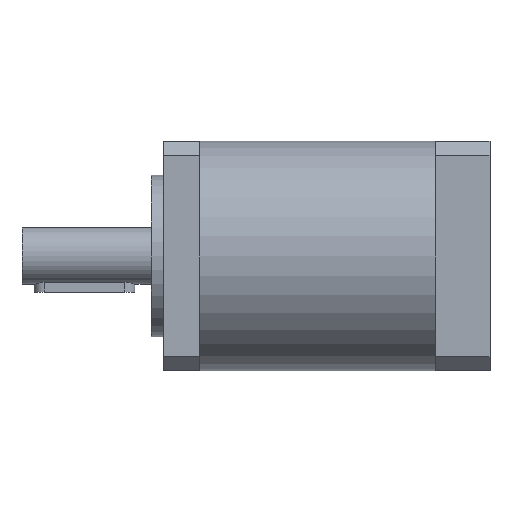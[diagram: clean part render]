
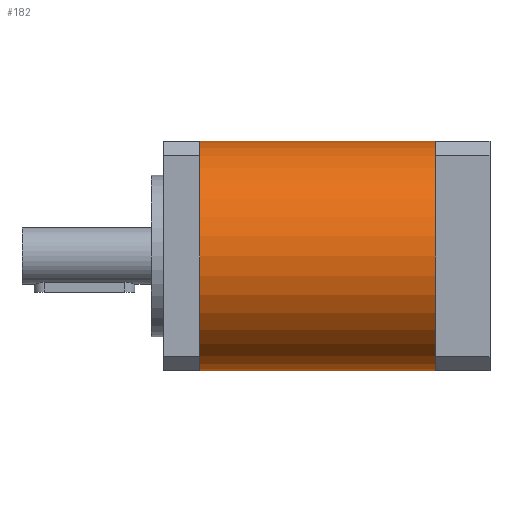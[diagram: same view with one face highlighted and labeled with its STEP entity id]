
A CAD part, left-side view. The second image highlights one B-rep face of the part: STEP entity #182.
In plain terms, the highlighted cylindrical face has radius 28.5 mm (diameter 57 mm), a partial arc.
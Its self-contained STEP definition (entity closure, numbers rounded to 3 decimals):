
#1 = DIRECTION ( 'NONE',  ( 0., 0., -1. ) ) ;
#48 = DIRECTION ( 'NONE',  ( 0., -1., 0. ) ) ;
#98 = DIRECTION ( 'NONE',  ( 0., 1., 0. ) ) ;
#150 = CARTESIAN_POINT ( 'NONE',  ( -83.541, 0., 8.717 ) ) ;
#182 = ADVANCED_FACE ( 'NONE', ( #4629 ), #481, .T. ) ;
#244 = LINE ( 'NONE', #3078, #1118 ) ;
#396 = CARTESIAN_POINT ( 'NONE',  ( -112.041, -58.5, 8.717 ) ) ;
#466 = VERTEX_POINT ( 'NONE', #3467 ) ;
#481 = CYLINDRICAL_SURFACE ( 'NONE', #2695, 28.5 ) ;
#483 = ORIENTED_EDGE ( 'NONE', *, *, #829, .F. ) ;
#497 = AXIS2_PLACEMENT_3D ( 'NONE', #1512, #1700, #3378 ) ;
#624 = CARTESIAN_POINT ( 'NONE',  ( -83.541, -58.5, 8.717 ) ) ;
#726 = ORIENTED_EDGE ( 'NONE', *, *, #4487, .F. ) ;
#829 = EDGE_CURVE ( 'NONE', #3551, #466, #244, .T. ) ;
#928 = EDGE_CURVE ( 'NONE', #1800, #3796, #2717, .T. ) ;
#1006 = DIRECTION ( 'NONE',  ( 0., 0., -1. ) ) ;
#1118 = VECTOR ( 'NONE', #3007, 1000. ) ;
#1319 = AXIS2_PLACEMENT_3D ( 'NONE', #150, #48, #1 ) ;
#1462 = ORIENTED_EDGE ( 'NONE', *, *, #928, .T. ) ;
#1512 = CARTESIAN_POINT ( 'NONE',  ( -83.541, -58.5, 8.717 ) ) ;
#1700 = DIRECTION ( 'NONE',  ( 0., -1., 0. ) ) ;
#1800 = VERTEX_POINT ( 'NONE', #2173 ) ;
#2173 = CARTESIAN_POINT ( 'NONE',  ( -83.541, -58.5, 37.217 ) ) ;
#2321 = ORIENTED_EDGE ( 'NONE', *, *, #3622, .T. ) ;
#2504 = AXIS2_PLACEMENT_3D ( 'NONE', #624, #3218, #1006 ) ;
#2565 = ORIENTED_EDGE ( 'NONE', *, *, #3364, .F. ) ;
#2691 = CIRCLE ( 'NONE', #2504, 28.5 ) ;
#2695 = AXIS2_PLACEMENT_3D ( 'NONE', #4678, #98, #4809 ) ;
#2717 = LINE ( 'NONE', #4499, #4562 ) ;
#2877 = VERTEX_POINT ( 'NONE', #3720 ) ;
#3007 = DIRECTION ( 'NONE',  ( 0., 1., 0. ) ) ;
#3078 = CARTESIAN_POINT ( 'NONE',  ( -83.541, -58.5, -19.783 ) ) ;
#3218 = DIRECTION ( 'NONE',  ( 0., -1., 0. ) ) ;
#3237 = CIRCLE ( 'NONE', #1319, 28.5 ) ;
#3259 = AXIS2_PLACEMENT_3D ( 'NONE', #3917, #3891, #3868 ) ;
#3300 = ORIENTED_EDGE ( 'NONE', *, *, #4236, .T. ) ;
#3364 = EDGE_CURVE ( 'NONE', #1800, #4129, #4327, .T. ) ;
#3378 = DIRECTION ( 'NONE',  ( 0., 0., -1. ) ) ;
#3463 = CIRCLE ( 'NONE', #3259, 28.5 ) ;
#3467 = CARTESIAN_POINT ( 'NONE',  ( -83.541, 0., -19.783 ) ) ;
#3551 = VERTEX_POINT ( 'NONE', #4002 ) ;
#3622 = EDGE_CURVE ( 'NONE', #3796, #2877, #3237, .T. ) ;
#3720 = CARTESIAN_POINT ( 'NONE',  ( -112.041, 0., 8.717 ) ) ;
#3796 = VERTEX_POINT ( 'NONE', #4035 ) ;
#3846 = EDGE_LOOP ( 'NONE', ( #483, #726, #2565, #1462, #2321, #3300 ) ) ;
#3868 = DIRECTION ( 'NONE',  ( 0., 0., -1. ) ) ;
#3891 = DIRECTION ( 'NONE',  ( 0., -1., 0. ) ) ;
#3917 = CARTESIAN_POINT ( 'NONE',  ( -83.541, 0., 8.717 ) ) ;
#4002 = CARTESIAN_POINT ( 'NONE',  ( -83.541, -58.5, -19.783 ) ) ;
#4035 = CARTESIAN_POINT ( 'NONE',  ( -83.541, 0., 37.217 ) ) ;
#4129 = VERTEX_POINT ( 'NONE', #396 ) ;
#4192 = DIRECTION ( 'NONE',  ( 0., 1., 0. ) ) ;
#4236 = EDGE_CURVE ( 'NONE', #2877, #466, #3463, .T. ) ;
#4327 = CIRCLE ( 'NONE', #497, 28.5 ) ;
#4487 = EDGE_CURVE ( 'NONE', #4129, #3551, #2691, .T. ) ;
#4499 = CARTESIAN_POINT ( 'NONE',  ( -83.541, -58.5, 37.217 ) ) ;
#4562 = VECTOR ( 'NONE', #4192, 1000. ) ;
#4629 = FACE_OUTER_BOUND ( 'NONE', #3846, .T. ) ;
#4678 = CARTESIAN_POINT ( 'NONE',  ( -83.541, -58.5, 8.717 ) ) ;
#4809 = DIRECTION ( 'NONE',  ( 0., 0., 1. ) ) ;
